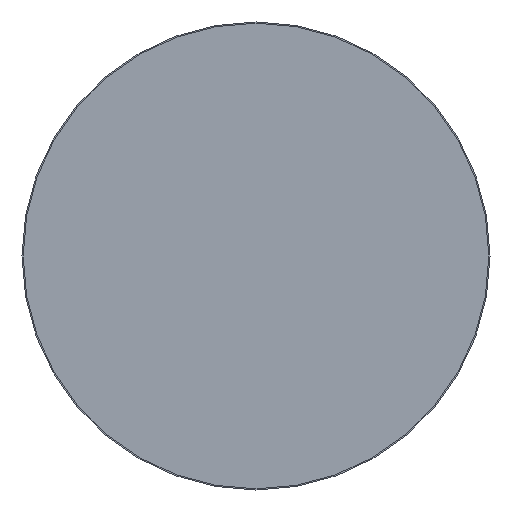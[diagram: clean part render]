
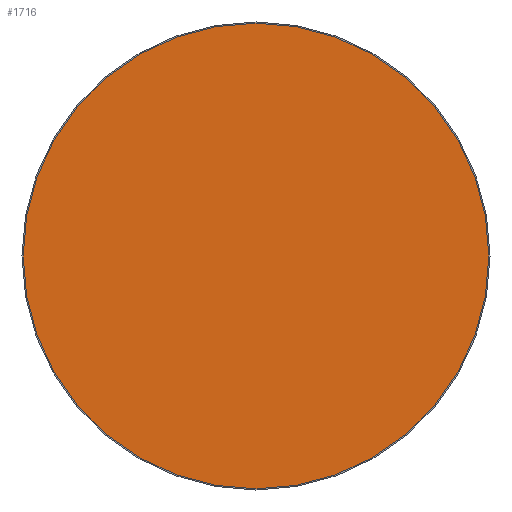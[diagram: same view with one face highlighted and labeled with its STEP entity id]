
A CAD part, front view. The second image highlights one B-rep face of the part: STEP entity #1716.
In plain terms, the highlighted planar face has unit normal (0, -1, 0).
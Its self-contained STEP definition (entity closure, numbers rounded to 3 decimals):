
#21 = ORIENTED_EDGE ( 'NONE', *, *, #1515, .T. ) ;
#51 = AXIS2_PLACEMENT_3D ( 'NONE', #1565, #1446, #244 ) ;
#244 = DIRECTION ( 'NONE',  ( 1., 0., 0. ) ) ;
#302 = CARTESIAN_POINT ( 'NONE',  ( 0., 0., 0. ) ) ;
#411 = AXIS2_PLACEMENT_3D ( 'NONE', #566, #1479, #850 ) ;
#414 = PLANE ( 'NONE',  #411 ) ;
#551 = AXIS2_PLACEMENT_3D ( 'NONE', #302, #974, #985 ) ;
#566 = CARTESIAN_POINT ( 'NONE',  ( 0., 0., 0. ) ) ;
#609 = CIRCLE ( 'NONE', #51, 39.8 ) ;
#850 = DIRECTION ( 'NONE',  ( -1., 0., 0. ) ) ;
#860 = CARTESIAN_POINT ( 'NONE',  ( -39.8, 0., 0. ) ) ;
#974 = DIRECTION ( 'NONE',  ( 0., -1., 0. ) ) ;
#985 = DIRECTION ( 'NONE',  ( 1., 0., 0. ) ) ;
#1072 = FACE_OUTER_BOUND ( 'NONE', #1106, .T. ) ;
#1106 = EDGE_LOOP ( 'NONE', ( #21, #1615 ) ) ;
#1351 = VERTEX_POINT ( 'NONE', #860 ) ;
#1446 = DIRECTION ( 'NONE',  ( 0., -1., 0. ) ) ;
#1460 = CIRCLE ( 'NONE', #551, 39.8 ) ;
#1479 = DIRECTION ( 'NONE',  ( 0., 1., 0. ) ) ;
#1507 = CARTESIAN_POINT ( 'NONE',  ( 39.8, 0., 0. ) ) ;
#1515 = EDGE_CURVE ( 'NONE', #1653, #1351, #609, .T. ) ;
#1565 = CARTESIAN_POINT ( 'NONE',  ( 0., 0., 0. ) ) ;
#1615 = ORIENTED_EDGE ( 'NONE', *, *, #1652, .T. ) ;
#1652 = EDGE_CURVE ( 'NONE', #1351, #1653, #1460, .T. ) ;
#1653 = VERTEX_POINT ( 'NONE', #1507 ) ;
#1716 = ADVANCED_FACE ( 'NONE', ( #1072 ), #414, .F. ) ;
